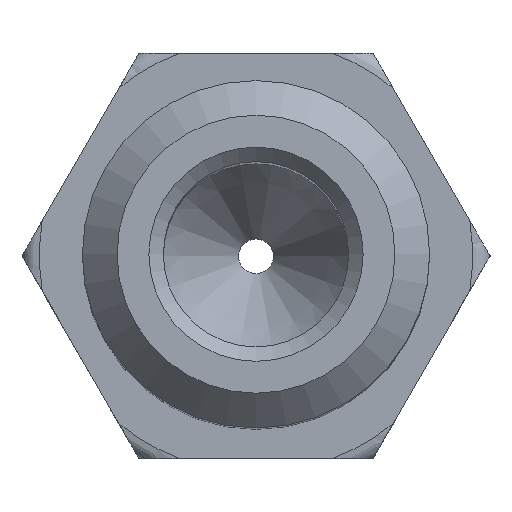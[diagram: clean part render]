
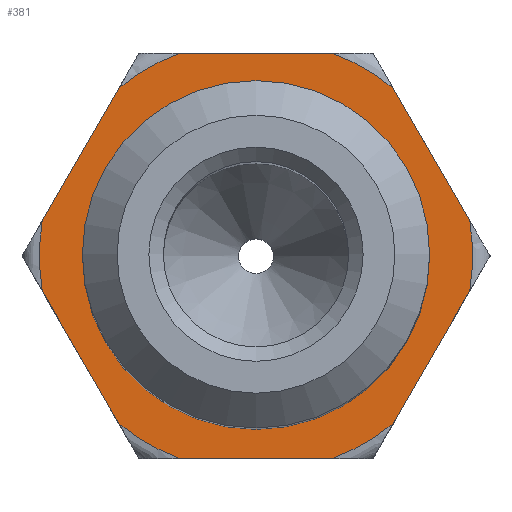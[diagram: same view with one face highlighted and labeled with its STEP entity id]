
A CAD part, top view. The second image highlights one B-rep face of the part: STEP entity #381.
In plain terms, the highlighted planar face has unit normal (0, 0, 1).
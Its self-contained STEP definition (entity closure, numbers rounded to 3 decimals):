
#23=LINE('',#597,#35);
#25=LINE('',#651,#37);
#27=LINE('',#703,#39);
#30=LINE('',#756,#42);
#32=LINE('',#807,#44);
#33=LINE('',#858,#45);
#35=VECTOR('',#458,2.645);
#37=VECTOR('',#462,2.645);
#39=VECTOR('',#466,2.645);
#42=VECTOR('',#471,2.645);
#44=VECTOR('',#475,2.645);
#45=VECTOR('',#478,2.645);
#75=PLANE('',#419);
#82=FACE_BOUND('',#138,.T.);
#107=FACE_OUTER_BOUND('',#137,.T.);
#137=EDGE_LOOP('',(#327,#328,#329,#330,#331,#332,#333,#334,#335,#336,#337,
#338));
#138=EDGE_LOOP('',(#339));
#163=CIRCLE('',#410,3.742);
#164=CIRCLE('',#412,3.742);
#165=CIRCLE('',#414,3.742);
#166=CIRCLE('',#416,3.742);
#167=CIRCLE('',#418,3.742);
#168=CIRCLE('',#420,3.742);
#169=CIRCLE('',#421,2.5);
#184=VERTEX_POINT('',#583);
#185=VERTEX_POINT('',#596);
#188=VERTEX_POINT('',#637);
#189=VERTEX_POINT('',#650);
#192=VERTEX_POINT('',#691);
#193=VERTEX_POINT('',#702);
#198=VERTEX_POINT('',#744);
#199=VERTEX_POINT('',#755);
#201=VERTEX_POINT('',#793);
#202=VERTEX_POINT('',#806);
#203=VERTEX_POINT('',#844);
#204=VERTEX_POINT('',#857);
#206=VERTEX_POINT('',#886);
#221=EDGE_CURVE('',#185,#184,#23,.T.);
#226=EDGE_CURVE('',#189,#188,#25,.T.);
#231=EDGE_CURVE('',#193,#192,#27,.T.);
#237=EDGE_CURVE('',#199,#198,#30,.T.);
#242=EDGE_CURVE('',#202,#201,#32,.T.);
#246=EDGE_CURVE('',#204,#203,#33,.T.);
#249=EDGE_CURVE('',#193,#203,#163,.T.);
#250=EDGE_CURVE('',#189,#192,#164,.T.);
#251=EDGE_CURVE('',#185,#188,#165,.T.);
#252=EDGE_CURVE('',#204,#198,#166,.T.);
#253=EDGE_CURVE('',#199,#201,#167,.T.);
#254=EDGE_CURVE('',#202,#184,#168,.T.);
#255=EDGE_CURVE('',#206,#206,#169,.T.);
#327=ORIENTED_EDGE('',*,*,#242,.T.);
#328=ORIENTED_EDGE('',*,*,#253,.F.);
#329=ORIENTED_EDGE('',*,*,#237,.T.);
#330=ORIENTED_EDGE('',*,*,#252,.F.);
#331=ORIENTED_EDGE('',*,*,#246,.T.);
#332=ORIENTED_EDGE('',*,*,#249,.F.);
#333=ORIENTED_EDGE('',*,*,#231,.T.);
#334=ORIENTED_EDGE('',*,*,#250,.F.);
#335=ORIENTED_EDGE('',*,*,#226,.T.);
#336=ORIENTED_EDGE('',*,*,#251,.F.);
#337=ORIENTED_EDGE('',*,*,#221,.T.);
#338=ORIENTED_EDGE('',*,*,#254,.F.);
#339=ORIENTED_EDGE('',*,*,#255,.F.);
#381=ADVANCED_FACE('',(#107,#82),#75,.T.);
#410=AXIS2_PLACEMENT_3D('',#875,#485,#486);
#412=AXIS2_PLACEMENT_3D('',#877,#489,#490);
#414=AXIS2_PLACEMENT_3D('',#879,#493,#494);
#416=AXIS2_PLACEMENT_3D('',#881,#497,#498);
#418=AXIS2_PLACEMENT_3D('',#883,#501,#502);
#419=AXIS2_PLACEMENT_3D('',#884,#503,#504);
#420=AXIS2_PLACEMENT_3D('',#885,#505,#506);
#421=AXIS2_PLACEMENT_3D('',#887,#507,#508);
#458=DIRECTION('',(1.,0.,0.));
#462=DIRECTION('',(0.5,-0.866,0.));
#466=DIRECTION('',(-0.5,-0.866,0.));
#471=DIRECTION('',(-0.5,0.866,0.));
#475=DIRECTION('',(0.5,0.866,0.));
#478=DIRECTION('',(-1.,0.,0.));
#485=DIRECTION('center_axis',(0.,0.,-1.));
#486=DIRECTION('ref_axis',(-1.,0.,0.));
#489=DIRECTION('center_axis',(0.,0.,-1.));
#490=DIRECTION('ref_axis',(-1.,0.,0.));
#493=DIRECTION('center_axis',(0.,0.,-1.));
#494=DIRECTION('ref_axis',(-1.,0.,0.));
#497=DIRECTION('center_axis',(0.,0.,-1.));
#498=DIRECTION('ref_axis',(-1.,0.,0.));
#501=DIRECTION('center_axis',(0.,0.,-1.));
#502=DIRECTION('ref_axis',(-1.,0.,0.));
#503=DIRECTION('center_axis',(0.,0.,1.));
#504=DIRECTION('ref_axis',(1.,0.,0.));
#505=DIRECTION('center_axis',(0.,0.,-1.));
#506=DIRECTION('ref_axis',(-1.,0.,0.));
#507=DIRECTION('center_axis',(0.,0.,1.));
#508=DIRECTION('ref_axis',(1.,0.,0.));
#583=CARTESIAN_POINT('',(1.322,-3.5,5.));
#596=CARTESIAN_POINT('',(-1.322,-3.5,5.));
#597=CARTESIAN_POINT('',(0.24,-3.5,5.));
#637=CARTESIAN_POINT('',(-2.37,-2.895,5.));
#650=CARTESIAN_POINT('',(-3.692,-0.605,5.));
#651=CARTESIAN_POINT('',(-3.224,-1.416,5.));
#691=CARTESIAN_POINT('',(-3.692,0.605,5.));
#702=CARTESIAN_POINT('',(-2.37,2.895,5.));
#703=CARTESIAN_POINT('',(-2.213,3.166,5.));
#744=CARTESIAN_POINT('',(2.37,2.895,5.));
#755=CARTESIAN_POINT('',(3.692,0.605,5.));
#756=CARTESIAN_POINT('',(3.849,0.334,5.));
#793=CARTESIAN_POINT('',(3.692,-0.605,5.));
#806=CARTESIAN_POINT('',(2.37,-2.895,5.));
#807=CARTESIAN_POINT('',(2.838,-2.084,5.));
#844=CARTESIAN_POINT('',(-1.322,3.5,5.));
#857=CARTESIAN_POINT('',(1.322,3.5,5.));
#858=CARTESIAN_POINT('',(2.26,3.5,5.));
#875=CARTESIAN_POINT('Origin',(0.,0.,5.));
#877=CARTESIAN_POINT('Origin',(0.,0.,5.));
#879=CARTESIAN_POINT('Origin',(0.,0.,5.));
#881=CARTESIAN_POINT('Origin',(0.,0.,5.));
#883=CARTESIAN_POINT('Origin',(0.,0.,5.));
#884=CARTESIAN_POINT('Origin',(2.5,0.,5.));
#885=CARTESIAN_POINT('Origin',(0.,0.,5.));
#886=CARTESIAN_POINT('',(2.5,0.,5.));
#887=CARTESIAN_POINT('Origin',(0.,0.,5.));
